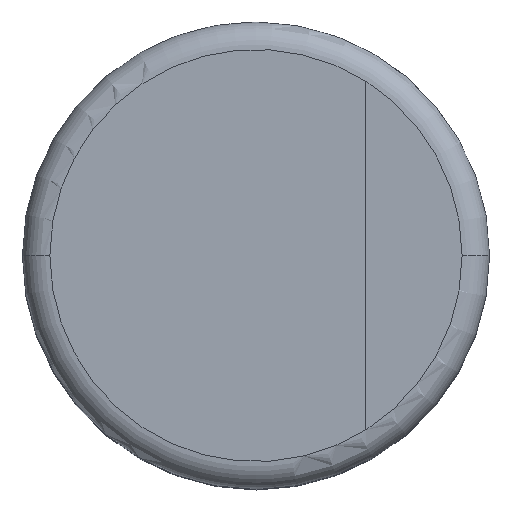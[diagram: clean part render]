
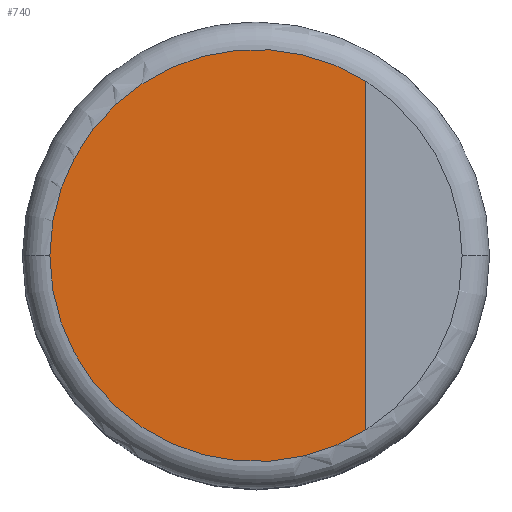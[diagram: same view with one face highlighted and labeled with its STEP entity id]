
A CAD part, top view. The second image highlights one B-rep face of the part: STEP entity #740.
In plain terms, the highlighted planar face has unit normal (0, 0, 1).
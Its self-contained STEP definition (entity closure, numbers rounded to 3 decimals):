
#504=CARTESIAN_POINT('',(2.0,-3.172,9.5));
#505=VERTEX_POINT('',#504);
#513=CARTESIAN_POINT('',(-3.75,0.,9.5));
#514=VERTEX_POINT('',#513);
#515=CARTESIAN_POINT('',(0.0,0.0,9.5));
#516=DIRECTION('',(0.0,0.0,-1.0));
#517=DIRECTION('',(-1.0,0.0,0.0));
#518=AXIS2_PLACEMENT_3D('',#515,#516,#517);
#519=CIRCLE('',#518,3.75);
#520=EDGE_CURVE('',#505,#514,#519,.T.);
#674=CARTESIAN_POINT('',(2.0,3.172,9.5));
#675=VERTEX_POINT('',#674);
#704=CARTESIAN_POINT('',(2.,-3.172,9.5));
#705=DIRECTION('',(0.0,1.0,0.0));
#706=VECTOR('',#705,6.344);
#707=LINE('',#704,#706);
#708=EDGE_CURVE('',#505,#675,#707,.T.);
#724=CARTESIAN_POINT('',(0.0,0.0,9.5));
#725=DIRECTION('',(0.0,0.0,1.0));
#726=DIRECTION('',(1.0,0.0,0.0));
#727=AXIS2_PLACEMENT_3D('',#724,#725,#726);
#728=PLANE('',#727);
#729=ORIENTED_EDGE('',*,*,#708,.T.);
#730=CARTESIAN_POINT('',(0.0,0.0,9.5));
#731=DIRECTION('',(0.0,0.0,-1.0));
#732=DIRECTION('',(-1.0,0.0,0.0));
#733=AXIS2_PLACEMENT_3D('',#730,#731,#732);
#734=CIRCLE('',#733,3.75);
#735=EDGE_CURVE('',#514,#675,#734,.T.);
#736=ORIENTED_EDGE('',*,*,#735,.F.);
#737=ORIENTED_EDGE('',*,*,#520,.F.);
#738=EDGE_LOOP('',(#729,#736,#737));
#739=FACE_OUTER_BOUND('',#738,.T.);
#740=ADVANCED_FACE('',(#739),#728,.T.);
